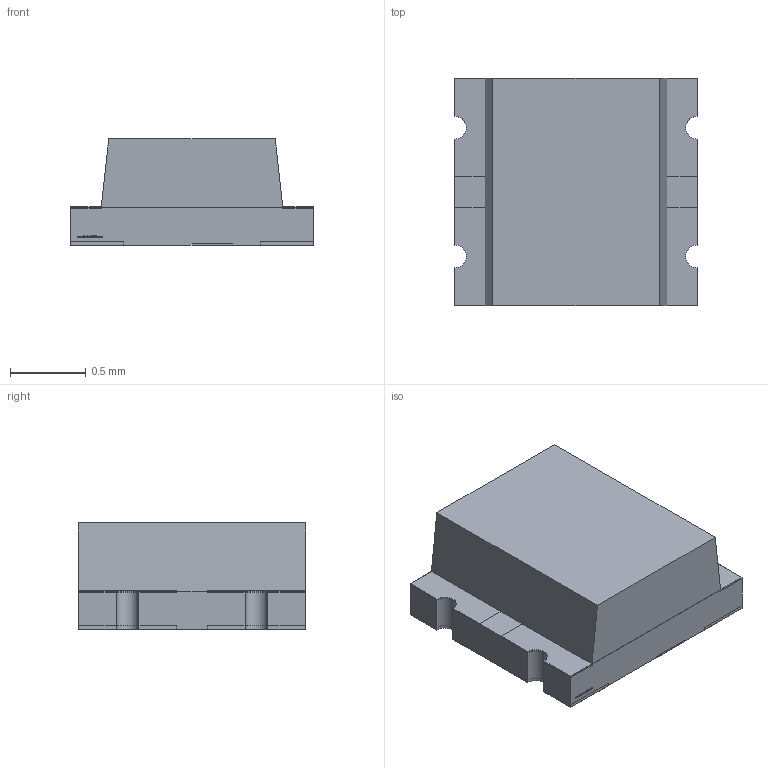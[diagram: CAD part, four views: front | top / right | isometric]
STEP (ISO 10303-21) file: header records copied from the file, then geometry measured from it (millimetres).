
FILE_DESCRIPTION(('FreeCAD Model'),'2;1');
FILE_NAME('APTB1626_cp.step' ,'2019-11-14T05:35:00',('kicad StepUp'),('ksu MCAD'), 'Open CASCADE STEP processor 7.3','FreeCAD','Unknown');
FILE_SCHEMA(('AUTOMOTIVE_DESIGN { 1 0 10303 214 1 1 1 1 }'));
Length unit declared in the file: millimetre
Products named in the file (1): APTB1626_cp
Bounding box: 1.6 x 1.5 x 0.7 mm (x, y, z)
Volume: 1.4 mm3; surface area: 16.4 mm2
Topology: 11 solids, 11 shells, 377 faces, 981 edges, 654 vertices
Faces by surface type: plane 249, bspline 116, cylinder 12
Entity records: 19530 total; most frequent: CARTESIAN_POINT 8401, ORIENTED_EDGE 1962, DIRECTION 1297, EDGE_CURVE 981, LINE 725, VECTOR 725, VERTEX_POINT 654, FACE_BOUND 405
